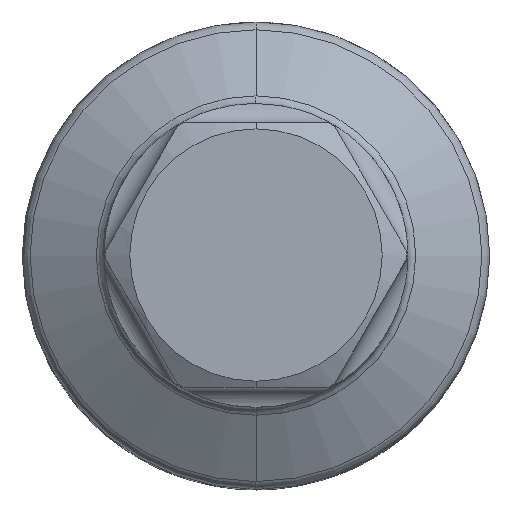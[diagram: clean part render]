
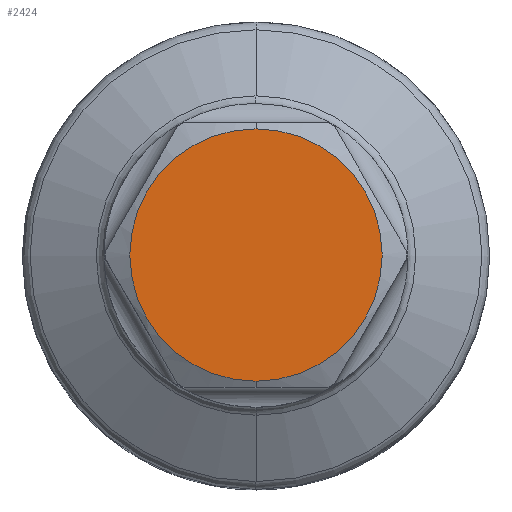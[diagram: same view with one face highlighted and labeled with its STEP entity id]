
A CAD part, top view. The second image highlights one B-rep face of the part: STEP entity #2424.
In plain terms, the highlighted planar face has unit normal (0, 0, 1).
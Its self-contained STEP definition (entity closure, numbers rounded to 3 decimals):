
#1169=CARTESIAN_POINT('',(0.,0.,50.));
#1170=DIRECTION('',(0.,0.,-1.));
#1171=DIRECTION('',(0.,1.,0.));
#1172=AXIS2_PLACEMENT_3D('',#1169,#1170,#1171);
#1174=CARTESIAN_POINT('',(0.,0.,50.));
#1175=DIRECTION('',(0.,0.,-1.));
#1176=DIRECTION('',(0.,-1.,0.));
#1177=AXIS2_PLACEMENT_3D('',#1174,#1175,#1176);
#1270=CARTESIAN_POINT('',(0.,8.1,50.));
#1271=CARTESIAN_POINT('',(0.,-8.1,50.));
#1272=VERTEX_POINT('',#1270);
#1273=VERTEX_POINT('',#1271);
#2415=CARTESIAN_POINT('',(0.,0.,50.));
#2416=DIRECTION('',(0.,0.,1.));
#2417=DIRECTION('',(0.,1.,0.));
#2418=AXIS2_PLACEMENT_3D('',#2415,#2416,#2417);
#2419=PLANE('',#2418);
#2420=ORIENTED_EDGE('',*,*,#1497,.T.);
#2421=ORIENTED_EDGE('',*,*,#1538,.T.);
#2422=EDGE_LOOP('',(#2420,#2421));
#2423=FACE_OUTER_BOUND('',#2422,.F.);
#2424=ADVANCED_FACE('',(#2423),#2419,.T.);
#1173=CIRCLE('',#1172,8.1);
#1178=CIRCLE('',#1177,8.1);
#1497=EDGE_CURVE('',#1272,#1273,#1173,.T.);
#1538=EDGE_CURVE('',#1273,#1272,#1178,.T.);
